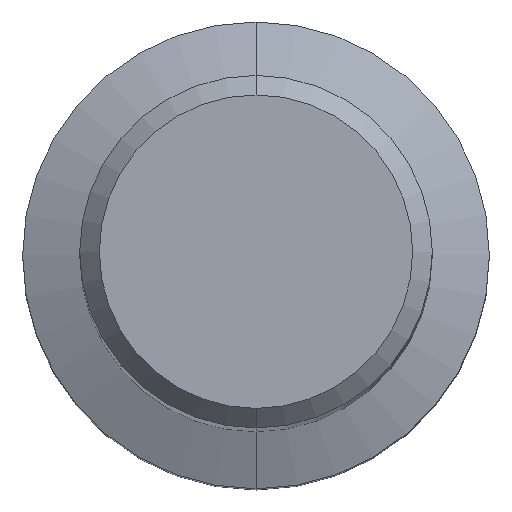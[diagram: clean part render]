
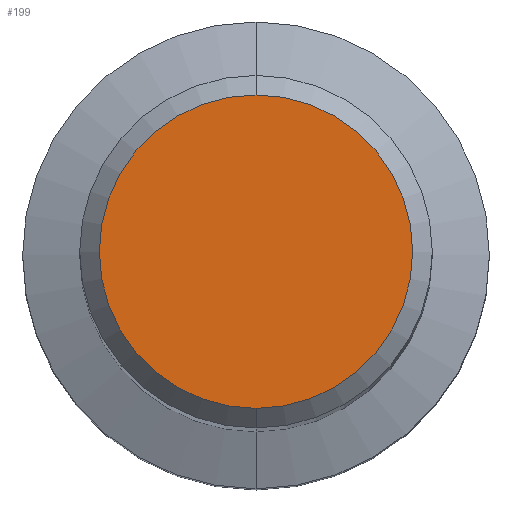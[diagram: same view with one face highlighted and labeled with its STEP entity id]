
A CAD part, top view. The second image highlights one B-rep face of the part: STEP entity #199.
In plain terms, the highlighted planar face has unit normal (0, 0, 1).
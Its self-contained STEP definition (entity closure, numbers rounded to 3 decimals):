
#129=VERTEX_POINT('',#330);
#199=ADVANCED_FACE('',(#410),#411,.T.);
#205=VERTEX_POINT('',#417);
#263=EDGE_CURVE('',#129,#205,#482,.T.);
#265=EDGE_CURVE('',#205,#129,#484,.T.);
#330=CARTESIAN_POINT('',(0.0,4.8,0.0));
#410=FACE_OUTER_BOUND('',#653,.T.);
#411=PLANE('',#654);
#417=CARTESIAN_POINT('',(0.,-4.8,0.0));
#482=CIRCLE('',#743,4.8);
#484=CIRCLE('',#746,4.8);
#653=EDGE_LOOP('',(#917,#918));
#654=AXIS2_PLACEMENT_3D('',#919,#920,#921);
#743=AXIS2_PLACEMENT_3D('',#1007,#1008,#1009);
#746=AXIS2_PLACEMENT_3D('',#1010,#1011,#1012);
#917=ORIENTED_EDGE('',*,*,#263,.F.);
#918=ORIENTED_EDGE('',*,*,#265,.F.);
#919=CARTESIAN_POINT('',(0.0,2.4,0.0));
#920=DIRECTION('',(-0.0,0.0,1.0));
#921=DIRECTION('',(0.0,-1.0,0.0));
#1007=CARTESIAN_POINT('',(0.0,0.0,0.0));
#1008=DIRECTION('',(0.0,0.0,-1.0));
#1009=DIRECTION('',(0.0,1.0,0.0));
#1010=CARTESIAN_POINT('',(0.0,0.0,0.0));
#1011=DIRECTION('',(0.0,0.0,-1.0));
#1012=DIRECTION('',(0.0,1.0,0.0));
